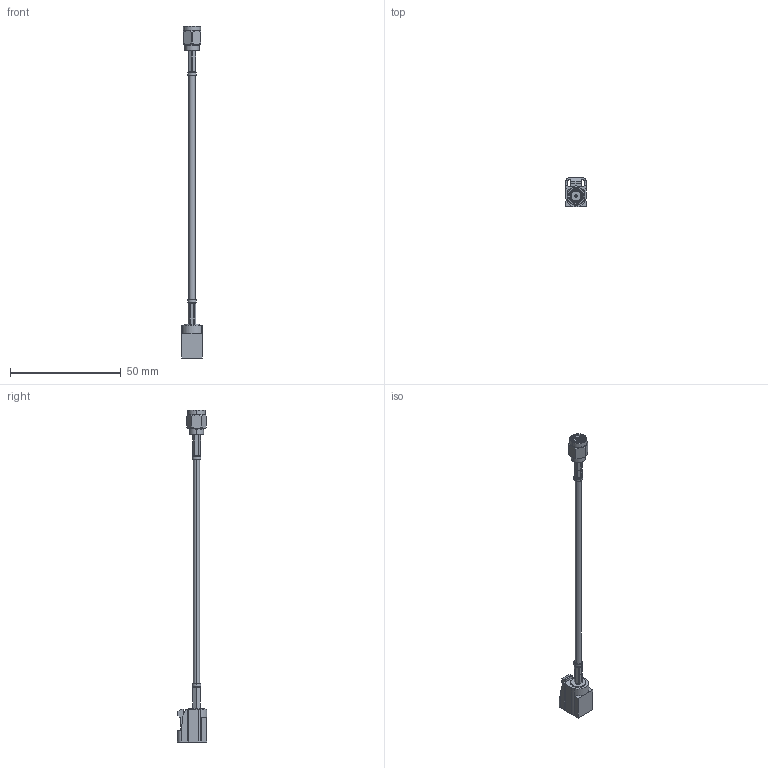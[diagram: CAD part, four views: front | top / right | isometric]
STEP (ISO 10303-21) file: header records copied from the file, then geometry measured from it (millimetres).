
FILE_DESCRIPTION (( 'STEP AP203' ), '1' );
FILE_NAME ('PE3C2597LF.step', '2020-09-09T16:34:03', ( '' ), ( '' ), 'SwSTEP 2.0', 'SolidWorks 2018', '' );
FILE_SCHEMA (( 'CONFIG_CONTROL_DESIGN' ));
Length unit declared in the file: inch
Products named in the file (4): PE3C2597LF; LMR-100A-PVC^PE3C2597LF_LMR-100A; PE4003^PE3C2597LF_Crimped; PE44646Z ^PE3C2597LF_Z
Assembly tree (3 placements, depth 2):
  PE3C2597LF
    LMR-100A-PVC^PE3C2597LF_LMR-100A
    PE4003^PE3C2597LF_Crimped
    PE44646Z ^PE3C2597LF_Z
Bounding box: 9.4 x 13.48 x 150.09 mm (x, y, z)
Volume: 2262.8 mm3; surface area: 3668.1 mm2
Topology: 5 solids, 5 shells, 328 faces, 872 edges, 569 vertices
Faces by surface type: plane 143, cylinder 134, cone 32, bspline 13, torus 6
Entity records: 14334 total; most frequent: CARTESIAN_POINT 6095, ORIENTED_EDGE 1744, DIRECTION 1493, EDGE_CURVE 872, VERTEX_POINT 569, AXIS2_PLACEMENT_3D 542, VECTOR 409, LINE 409
